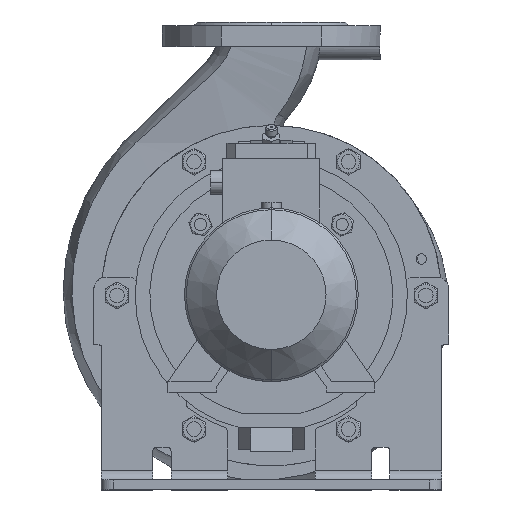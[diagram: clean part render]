
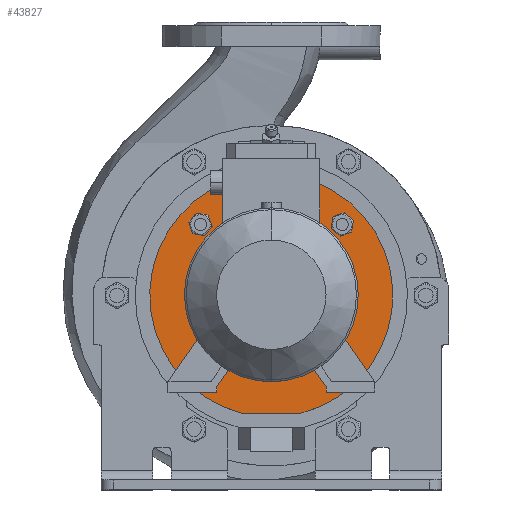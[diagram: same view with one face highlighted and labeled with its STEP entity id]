
A CAD part, top view. The second image highlights one B-rep face of the part: STEP entity #43827.
In plain terms, the highlighted planar face has unit normal (0, 0, 1).
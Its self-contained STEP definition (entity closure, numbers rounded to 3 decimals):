
#194 = ORIENTED_EDGE ( 'NONE', *, *, #2272, .T. ) ;
#634 = DIRECTION ( 'NONE',  ( 0., 0., -1. ) ) ;
#891 = ORIENTED_EDGE ( 'NONE', *, *, #26518, .F. ) ;
#1082 = DIRECTION ( 'NONE',  ( 0., 0., -1. ) ) ;
#1399 = CARTESIAN_POINT ( 'NONE',  ( 0., 100., 176. ) ) ;
#1921 = EDGE_CURVE ( 'NONE', #41726, #13913, #7534, .T. ) ;
#2272 = EDGE_CURVE ( 'NONE', #15037, #47615, #9460, .T. ) ;
#2625 = CARTESIAN_POINT ( 'NONE',  ( -56.934, -50.384, 176. ) ) ;
#2652 = EDGE_CURVE ( 'NONE', #21618, #4806, #3314, .T. ) ;
#2684 = VERTEX_POINT ( 'NONE', #42202 ) ;
#2790 = DIRECTION ( 'NONE',  ( 0., 1., 0. ) ) ;
#3314 = CIRCLE ( 'NONE', #3834, 100. ) ;
#3578 = CARTESIAN_POINT ( 'NONE',  ( 59.739, 66.289, 176. ) ) ;
#3616 = DIRECTION ( 'NONE',  ( 0., 1., 0. ) ) ;
#3621 = EDGE_LOOP ( 'NONE', ( #53361, #891 ) ) ;
#3834 = AXIS2_PLACEMENT_3D ( 'NONE', #7705, #37776, #20811 ) ;
#4070 = CARTESIAN_POINT ( 'NONE',  ( 0., 100., 176. ) ) ;
#4806 = VERTEX_POINT ( 'NONE', #52874 ) ;
#4851 = VERTEX_POINT ( 'NONE', #43918 ) ;
#5223 = EDGE_CURVE ( 'NONE', #20773, #4851, #48970, .T. ) ;
#5721 = EDGE_CURVE ( 'NONE', #17627, #4806, #39980, .T. ) ;
#7070 = FACE_BOUND ( 'NONE', #19685, .T. ) ;
#7534 = CIRCLE ( 'NONE', #17602, 8.075 ) ;
#7705 = CARTESIAN_POINT ( 'NONE',  ( 0., 0., 176. ) ) ;
#8648 = CARTESIAN_POINT ( 'NONE',  ( -66.289, 59.739, 176. ) ) ;
#8656 = EDGE_CURVE ( 'NONE', #31898, #30343, #44858, .T. ) ;
#9191 = CIRCLE ( 'NONE', #18452, 8.075 ) ;
#9460 = CIRCLE ( 'NONE', #31148, 8.075 ) ;
#9785 = EDGE_LOOP ( 'NONE', ( #20550, #11442, #23559 ) ) ;
#10540 = CIRCLE ( 'NONE', #21263, 100. ) ;
#11423 = EDGE_LOOP ( 'NONE', ( #194, #52088 ) ) ;
#11442 = ORIENTED_EDGE ( 'NONE', *, *, #2652, .F. ) ;
#11645 = CARTESIAN_POINT ( 'NONE',  ( 58.336, 58.336, 176. ) ) ;
#12663 = ORIENTED_EDGE ( 'NONE', *, *, #5223, .T. ) ;
#13199 = CIRCLE ( 'NONE', #38316, 8.075 ) ;
#13478 = EDGE_CURVE ( 'NONE', #47615, #15037, #16252, .T. ) ;
#13913 = VERTEX_POINT ( 'NONE', #8648 ) ;
#14774 = ORIENTED_EDGE ( 'NONE', *, *, #8656, .T. ) ;
#15037 = VERTEX_POINT ( 'NONE', #45825 ) ;
#15412 = EDGE_CURVE ( 'NONE', #30343, #31898, #13199, .T. ) ;
#15429 = CARTESIAN_POINT ( 'NONE',  ( -50.384, 56.934, 176. ) ) ;
#16252 = CIRCLE ( 'NONE', #33369, 8.075 ) ;
#17602 = AXIS2_PLACEMENT_3D ( 'NONE', #26342, #34893, #48829 ) ;
#17627 = VERTEX_POINT ( 'NONE', #41372 ) ;
#17631 = CARTESIAN_POINT ( 'NONE',  ( 58.336, -58.336, 176. ) ) ;
#18316 = ORIENTED_EDGE ( 'NONE', *, *, #15412, .T. ) ;
#18452 = AXIS2_PLACEMENT_3D ( 'NONE', #23103, #1082, #53625 ) ;
#18611 = ORIENTED_EDGE ( 'NONE', *, *, #39313, .T. ) ;
#19255 = EDGE_CURVE ( 'NONE', #17627, #21618, #10540, .T. ) ;
#19685 = EDGE_LOOP ( 'NONE', ( #18611, #22132 ) ) ;
#20550 = ORIENTED_EDGE ( 'NONE', *, *, #5721, .T. ) ;
#20773 = VERTEX_POINT ( 'NONE', #22213 ) ;
#20811 = DIRECTION ( 'NONE',  ( 0., 1., 0. ) ) ;
#21263 = AXIS2_PLACEMENT_3D ( 'NONE', #29400, #28806, #2790 ) ;
#21618 = VERTEX_POINT ( 'NONE', #4070 ) ;
#22132 = ORIENTED_EDGE ( 'NONE', *, *, #47732, .T. ) ;
#22185 = AXIS2_PLACEMENT_3D ( 'NONE', #11645, #33183, #42184 ) ;
#22213 = CARTESIAN_POINT ( 'NONE',  ( 0., -70., 176. ) ) ;
#22284 = CARTESIAN_POINT ( 'NONE',  ( 0., 0., 176. ) ) ;
#23103 = CARTESIAN_POINT ( 'NONE',  ( -58.336, -58.336, 176. ) ) ;
#23367 = AXIS2_PLACEMENT_3D ( 'NONE', #1399, #36005, #32191 ) ;
#23439 = PLANE ( 'NONE',  #23367 ) ;
#23441 = AXIS2_PLACEMENT_3D ( 'NONE', #22284, #634, #35425 ) ;
#23559 = ORIENTED_EDGE ( 'NONE', *, *, #19255, .F. ) ;
#23902 = CIRCLE ( 'NONE', #23441, 70. ) ;
#24574 = DIRECTION ( 'NONE',  ( 0., 0., -1. ) ) ;
#24663 = CIRCLE ( 'NONE', #42239, 8.075 ) ;
#25295 = DIRECTION ( 'NONE',  ( 0., 0., -1. ) ) ;
#26342 = CARTESIAN_POINT ( 'NONE',  ( -58.336, 58.336, 176. ) ) ;
#26518 = EDGE_CURVE ( 'NONE', #13913, #41726, #54909, .T. ) ;
#28806 = DIRECTION ( 'NONE',  ( 0., 0., -1. ) ) ;
#28836 = FACE_BOUND ( 'NONE', #33606, .T. ) ;
#29400 = CARTESIAN_POINT ( 'NONE',  ( 0., 0., 176. ) ) ;
#29813 = DIRECTION ( 'NONE',  ( 0., 0., -1. ) ) ;
#30343 = VERTEX_POINT ( 'NONE', #31384 ) ;
#30992 = DIRECTION ( 'NONE',  ( 0., 0., -1. ) ) ;
#31148 = AXIS2_PLACEMENT_3D ( 'NONE', #46693, #24574, #55089 ) ;
#31384 = CARTESIAN_POINT ( 'NONE',  ( 56.934, 50.384, 176. ) ) ;
#31460 = CARTESIAN_POINT ( 'NONE',  ( -100., -97., 176. ) ) ;
#31898 = VERTEX_POINT ( 'NONE', #3578 ) ;
#32191 = DIRECTION ( 'NONE',  ( 0., -1., 0. ) ) ;
#33183 = DIRECTION ( 'NONE',  ( 0., 0., -1. ) ) ;
#33369 = AXIS2_PLACEMENT_3D ( 'NONE', #17631, #30992, #53122 ) ;
#33606 = EDGE_LOOP ( 'NONE', ( #36913, #12663 ) ) ;
#34139 = CARTESIAN_POINT ( 'NONE',  ( -58.336, 58.336, 176. ) ) ;
#34893 = DIRECTION ( 'NONE',  ( 0., 0., 1. ) ) ;
#35425 = DIRECTION ( 'NONE',  ( 0., 1., 0. ) ) ;
#35818 = AXIS2_PLACEMENT_3D ( 'NONE', #34139, #37959, #55335 ) ;
#36005 = DIRECTION ( 'NONE',  ( 0., 0., 1. ) ) ;
#36913 = ORIENTED_EDGE ( 'NONE', *, *, #55830, .T. ) ;
#36920 = CARTESIAN_POINT ( 'NONE',  ( -58.336, -58.336, 176. ) ) ;
#37046 = FACE_BOUND ( 'NONE', #3621, .T. ) ;
#37776 = DIRECTION ( 'NONE',  ( 0., 0., -1. ) ) ;
#37959 = DIRECTION ( 'NONE',  ( 0., 0., 1. ) ) ;
#38316 = AXIS2_PLACEMENT_3D ( 'NONE', #55933, #29813, #42967 ) ;
#38979 = EDGE_LOOP ( 'NONE', ( #18316, #14774 ) ) ;
#39313 = EDGE_CURVE ( 'NONE', #52127, #2684, #9191, .T. ) ;
#39980 = LINE ( 'NONE', #31460, #54987 ) ;
#40451 = FACE_OUTER_BOUND ( 'NONE', #9785, .T. ) ;
#41372 = CARTESIAN_POINT ( 'NONE',  ( -24.31, -97., 176. ) ) ;
#41726 = VERTEX_POINT ( 'NONE', #15429 ) ;
#42184 = DIRECTION ( 'NONE',  ( 0., -1., 0. ) ) ;
#42202 = CARTESIAN_POINT ( 'NONE',  ( -59.739, -66.289, 176. ) ) ;
#42239 = AXIS2_PLACEMENT_3D ( 'NONE', #36920, #50293, #49733 ) ;
#42564 = FACE_BOUND ( 'NONE', #38979, .T. ) ;
#42967 = DIRECTION ( 'NONE',  ( 0., -1., 0. ) ) ;
#43827 = ADVANCED_FACE ( 'NONE', ( #42564, #44567, #7070, #37046, #40451, #28836 ), #23439, .T. ) ;
#43918 = CARTESIAN_POINT ( 'NONE',  ( 0., 70., 176. ) ) ;
#44002 = CARTESIAN_POINT ( 'NONE',  ( 66.289, -59.739, 176. ) ) ;
#44567 = FACE_BOUND ( 'NONE', #11423, .T. ) ;
#44858 = CIRCLE ( 'NONE', #22185, 8.075 ) ;
#45825 = CARTESIAN_POINT ( 'NONE',  ( 50.384, -56.934, 176. ) ) ;
#46693 = CARTESIAN_POINT ( 'NONE',  ( 58.336, -58.336, 176. ) ) ;
#47228 = CARTESIAN_POINT ( 'NONE',  ( 0., 0., 176. ) ) ;
#47615 = VERTEX_POINT ( 'NONE', #44002 ) ;
#47732 = EDGE_CURVE ( 'NONE', #2684, #52127, #24663, .T. ) ;
#48829 = DIRECTION ( 'NONE',  ( 0., -1., 0. ) ) ;
#48970 = CIRCLE ( 'NONE', #53627, 70. ) ;
#49733 = DIRECTION ( 'NONE',  ( 0., -1., 0. ) ) ;
#50293 = DIRECTION ( 'NONE',  ( 0., 0., -1. ) ) ;
#52088 = ORIENTED_EDGE ( 'NONE', *, *, #13478, .T. ) ;
#52127 = VERTEX_POINT ( 'NONE', #2625 ) ;
#52874 = CARTESIAN_POINT ( 'NONE',  ( 24.31, -97., 176. ) ) ;
#53122 = DIRECTION ( 'NONE',  ( 0., -1., 0. ) ) ;
#53361 = ORIENTED_EDGE ( 'NONE', *, *, #1921, .F. ) ;
#53603 = DIRECTION ( 'NONE',  ( 1., 0., 0. ) ) ;
#53625 = DIRECTION ( 'NONE',  ( 0., -1., 0. ) ) ;
#53627 = AXIS2_PLACEMENT_3D ( 'NONE', #47228, #25295, #3616 ) ;
#54909 = CIRCLE ( 'NONE', #35818, 8.075 ) ;
#54987 = VECTOR ( 'NONE', #53603, 1000. ) ;
#55089 = DIRECTION ( 'NONE',  ( 0., -1., 0. ) ) ;
#55335 = DIRECTION ( 'NONE',  ( 0., -1., 0. ) ) ;
#55830 = EDGE_CURVE ( 'NONE', #4851, #20773, #23902, .T. ) ;
#55933 = CARTESIAN_POINT ( 'NONE',  ( 58.336, 58.336, 176. ) ) ;
